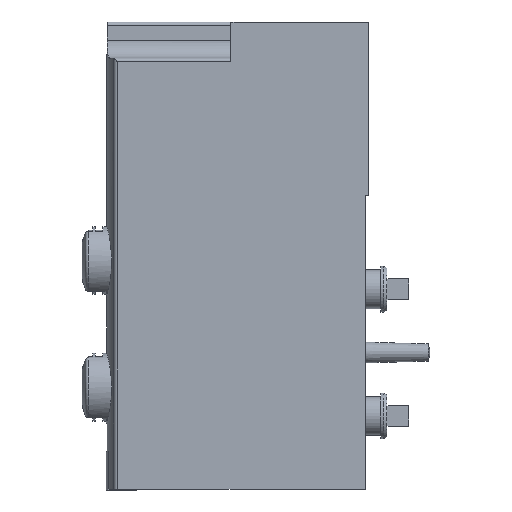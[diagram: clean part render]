
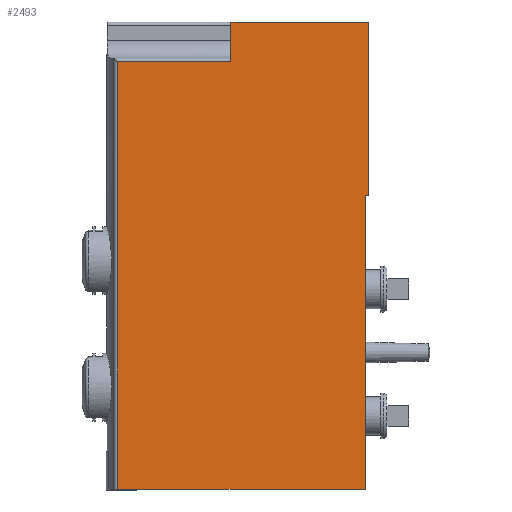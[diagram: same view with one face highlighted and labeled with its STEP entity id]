
A CAD part, left-side view. The second image highlights one B-rep face of the part: STEP entity #2493.
In plain terms, the highlighted planar face has unit normal (-1, 0, 0).
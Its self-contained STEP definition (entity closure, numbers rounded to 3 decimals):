
#44=PLANE('',#2710);
#266=LINE('',#3813,#486);
#295=LINE('',#3977,#515);
#302=LINE('',#3999,#522);
#303=LINE('',#4001,#523);
#304=LINE('',#4003,#524);
#305=LINE('',#4005,#525);
#306=LINE('',#4007,#526);
#307=LINE('',#4009,#527);
#486=VECTOR('',#2962,1000.);
#515=VECTOR('',#3087,1000.);
#522=VECTOR('',#3104,1000.);
#523=VECTOR('',#3105,1000.);
#524=VECTOR('',#3106,1000.);
#525=VECTOR('',#3107,1000.);
#526=VECTOR('',#3108,1000.);
#527=VECTOR('',#3109,1000.);
#822=ORIENTED_EDGE('',*,*,#1515,.F.);
#823=ORIENTED_EDGE('',*,*,#1526,.F.);
#824=ORIENTED_EDGE('',*,*,#1527,.F.);
#825=ORIENTED_EDGE('',*,*,#1528,.F.);
#826=ORIENTED_EDGE('',*,*,#1529,.F.);
#827=ORIENTED_EDGE('',*,*,#1530,.T.);
#828=ORIENTED_EDGE('',*,*,#1531,.T.);
#829=ORIENTED_EDGE('',*,*,#1443,.T.);
#1443=EDGE_CURVE('',#1800,#1799,#266,.T.);
#1515=EDGE_CURVE('',#1863,#1799,#295,.T.);
#1526=EDGE_CURVE('',#1873,#1863,#302,.T.);
#1527=EDGE_CURVE('',#1874,#1873,#303,.T.);
#1528=EDGE_CURVE('',#1875,#1874,#304,.T.);
#1529=EDGE_CURVE('',#1876,#1875,#305,.T.);
#1530=EDGE_CURVE('',#1876,#1877,#306,.T.);
#1531=EDGE_CURVE('',#1877,#1800,#307,.T.);
#1799=VERTEX_POINT('',#3812);
#1800=VERTEX_POINT('',#3814);
#1863=VERTEX_POINT('',#3978);
#1873=VERTEX_POINT('',#4000);
#1874=VERTEX_POINT('',#4002);
#1875=VERTEX_POINT('',#4004);
#1876=VERTEX_POINT('',#4006);
#1877=VERTEX_POINT('',#4008);
#2066=EDGE_LOOP('',(#822,#823,#824,#825,#826,#827,#828,#829));
#2265=FACE_BOUND('',#2066,.T.);
#2493=ADVANCED_FACE('',(#2265),#44,.F.);
#2710=AXIS2_PLACEMENT_3D('',#3998,#3102,#3103);
#2962=DIRECTION('',(0.,-1.,0.));
#3087=DIRECTION('',(0.,0.,-1.));
#3102=DIRECTION('',(1.,0.,0.));
#3103=DIRECTION('',(0.,0.,-1.));
#3104=DIRECTION('',(0.,1.,0.));
#3105=DIRECTION('',(0.,0.,-1.));
#3106=DIRECTION('',(0.,-1.,0.));
#3107=DIRECTION('',(0.,0.,1.));
#3108=DIRECTION('',(0.,1.,0.));
#3109=DIRECTION('',(0.,0.,-1.));
#3812=CARTESIAN_POINT('',(-5.1,0.4,-23.2));
#3813=CARTESIAN_POINT('',(-5.1,29.151,-23.2));
#3814=CARTESIAN_POINT('',(-5.1,29.151,-23.2));
#3977=CARTESIAN_POINT('',(-5.1,0.4,31.));
#3978=CARTESIAN_POINT('',(-5.1,0.4,10.88));
#3998=CARTESIAN_POINT('',(-5.1,29.151,31.));
#3999=CARTESIAN_POINT('',(-5.1,29.151,10.88));
#4000=CARTESIAN_POINT('',(-5.1,0.,10.88));
#4001=CARTESIAN_POINT('',(-5.1,0.,31.));
#4002=CARTESIAN_POINT('',(-5.1,0.,31.));
#4003=CARTESIAN_POINT('',(-5.1,29.151,31.));
#4004=CARTESIAN_POINT('',(-5.1,16.,31.));
#4005=CARTESIAN_POINT('',(-5.1,16.,31.));
#4006=CARTESIAN_POINT('',(-5.1,16.,26.4));
#4007=CARTESIAN_POINT('',(-5.1,16.,26.4));
#4008=CARTESIAN_POINT('',(-5.1,29.151,26.4));
#4009=CARTESIAN_POINT('',(-5.1,29.151,31.));
